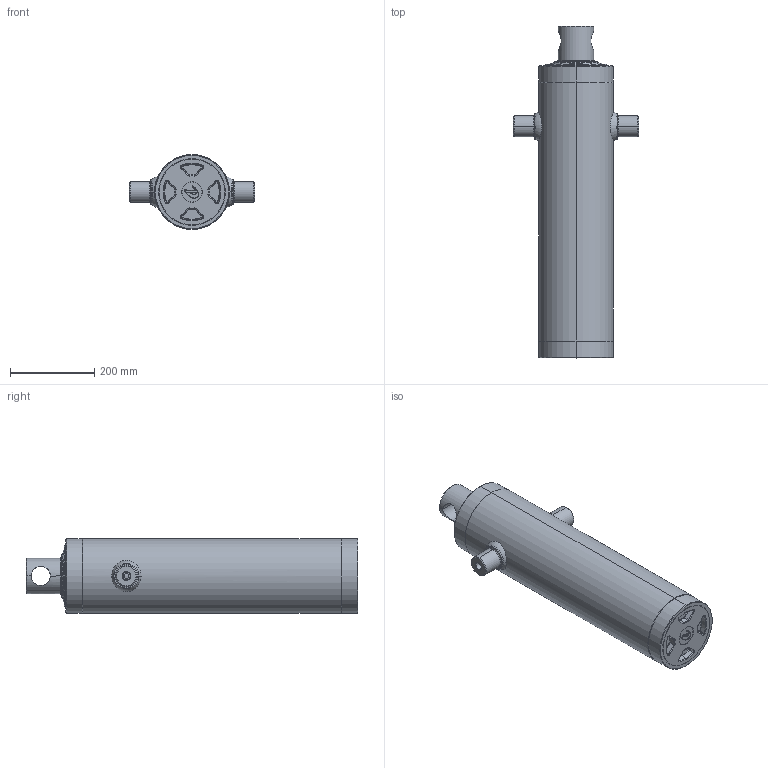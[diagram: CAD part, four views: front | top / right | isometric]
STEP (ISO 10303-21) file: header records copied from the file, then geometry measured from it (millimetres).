
FILE_DESCRIPTION (( 'STEP AP203' ), '1' );
FILE_NAME ('424.I.STEP', '2014-10-16T07:24:41', ( '' ), ( '' ), 'SwSTEP 2.0', 'SolidWorks 2013', '' );
FILE_SCHEMA (( 'CONFIG_CONTROL_DESIGN' ));
Length unit declared in the file: millimetre
Products named in the file (1): 424.I
Bounding box: 296.8 x 787 x 177.8 mm (x, y, z)
Surface area: 1430417.9 mm2 (no closed solid volume)
Topology: 0 solids, 18 shells, 259 faces, 662 edges, 416 vertices
Faces by surface type: cylinder 80, cone 70, torus 70, plane 33, bspline 6
Entity records: 9756 total; most frequent: CARTESIAN_POINT 3336, DIRECTION 1499, ORIENTED_EDGE 1165, EDGE_CURVE 662, AXIS2_PLACEMENT_3D 642, VERTEX_POINT 416, CIRCLE 388, EDGE_LOOP 278
